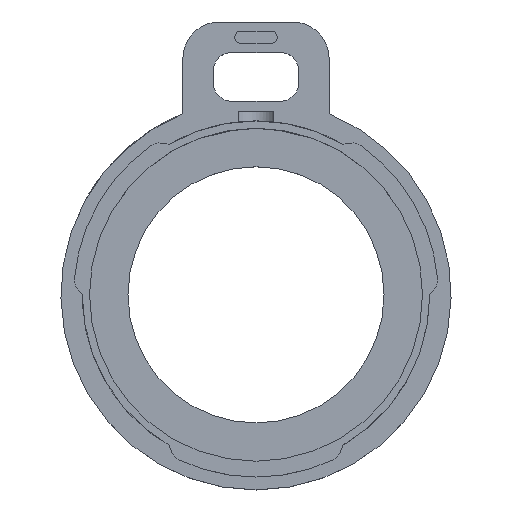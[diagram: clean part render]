
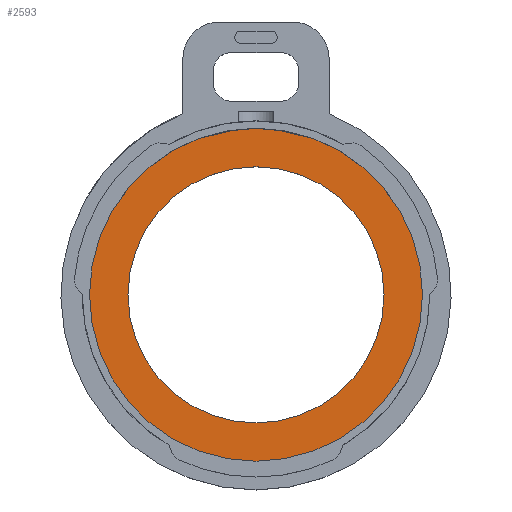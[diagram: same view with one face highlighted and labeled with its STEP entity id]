
A CAD part, top view. The second image highlights one B-rep face of the part: STEP entity #2593.
In plain terms, the highlighted planar face has unit normal (0, 0, 1).
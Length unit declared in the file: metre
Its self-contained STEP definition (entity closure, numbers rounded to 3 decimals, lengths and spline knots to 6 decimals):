
#119=PLANE('',#2855);
#1000=ORIENTED_EDGE('',*,*,#1403,.F.);
#1001=ORIENTED_EDGE('',*,*,#1406,.T.);
#1403=EDGE_CURVE('',#1793,#1793,#2049,.T.);
#1406=EDGE_CURVE('',#1796,#1796,#2051,.T.);
#1793=VERTEX_POINT('',#3652);
#1796=VERTEX_POINT('',#3669);
#2049=CIRCLE('',#2699,0.0105);
#2051=CIRCLE('',#2702,0.01365);
#2222=EDGE_LOOP('',(#1000));
#2223=EDGE_LOOP('',(#1001));
#2400=FACE_BOUND('',#2222,.T.);
#2401=FACE_BOUND('',#2223,.T.);
#2593=ADVANCED_FACE('',(#2400,#2401),#119,.T.);
#2699=AXIS2_PLACEMENT_3D('',#3651,#2955,#2956);
#2702=AXIS2_PLACEMENT_3D('',#3668,#2961,#2962);
#2855=AXIS2_PLACEMENT_3D('',#4216,#3366,#3367);
#2955=DIRECTION('',(0.,0.,1.));
#2956=DIRECTION('',(1.,0.,0.));
#2961=DIRECTION('',(0.,0.,1.));
#2962=DIRECTION('',(1.,0.,0.));
#3366=DIRECTION('',(0.,0.,1.));
#3367=DIRECTION('',(1.,0.,0.));
#3651=CARTESIAN_POINT('',(0.,0.,-0.009));
#3652=CARTESIAN_POINT('',(0.0105,0.,-0.009));
#3668=CARTESIAN_POINT('',(0.,0.,-0.009));
#3669=CARTESIAN_POINT('',(0.01365,0.,-0.009));
#4216=CARTESIAN_POINT('',(0.,0.003183,-0.009));
